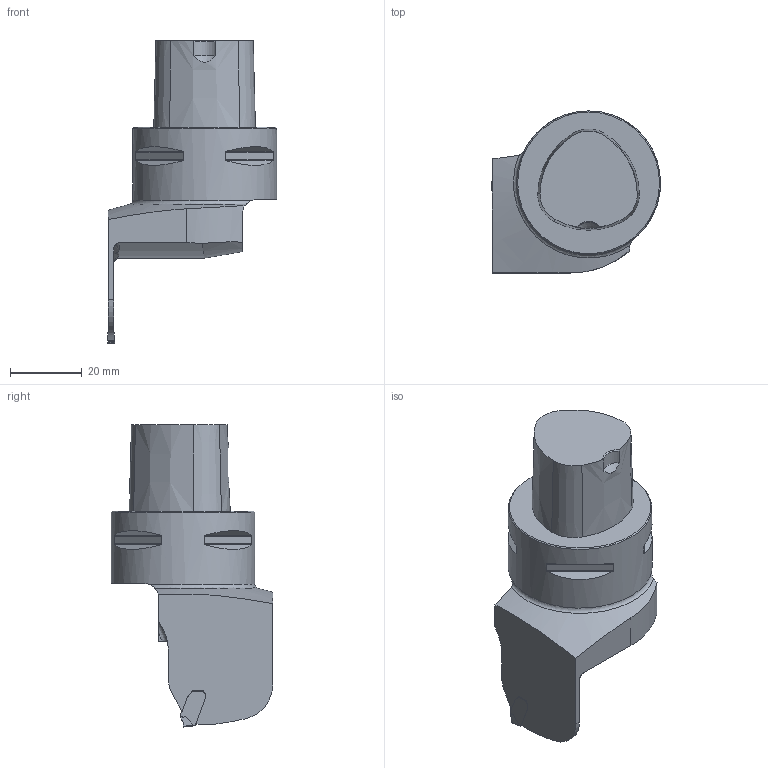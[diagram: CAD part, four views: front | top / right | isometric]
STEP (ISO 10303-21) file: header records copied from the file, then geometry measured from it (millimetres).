
FILE_DESCRIPTION(/* description */ (''),/* implementation_level */ '2;1');
FILE_NAME(/* name */ 'toolassembly_1.stp',/* time_stamp */ '2019-12-23T09:15:50+01:00',/* author */ (''),/* organization */ ('SMS'),/* preprocessor_version */ 'ST-DEVELOPER v16.7',/* originating_system */ 'SIEMENS PLM Software NX 12.0',/* authorisation */ '');
FILE_SCHEMA (('AUTOMOTIVE_DESIGN { 1 0 10303 214 3 1 1 1 }'));
Length unit declared in the file: millimetre
Products named in the file (4): ASSEMBLY_CONSTRUCTION; CUT_20191223091522; NOCUT_20191223091429; TOOLASSEMBLY_1
Assembly tree (3 placements, depth 2):
  TOOLASSEMBLY_1
    NOCUT_20191223091429
    CUT_20191223091522
    ASSEMBLY_CONSTRUCTION
Bounding box: 47 x 45 x 84 mm (x, y, z)
Volume: 56206.1 mm3; surface area: 11053.7 mm2
Topology: 2 solids, 2 shells, 126 faces, 350 edges, 249 vertices
Faces by surface type: plane 52, cylinder 47, cone 10, extrusion 9, torus 6, bspline 2
Full cylindrical faces by diameter (mm): 40 x1
Entity records: 4973 total; most frequent: CARTESIAN_POINT 1567, ORIENTED_EDGE 676, DIRECTION 663, EDGE_CURVE 338, AXIS2_PLACEMENT_3D 245, VERTEX_POINT 223, VECTOR 173, LINE 164
